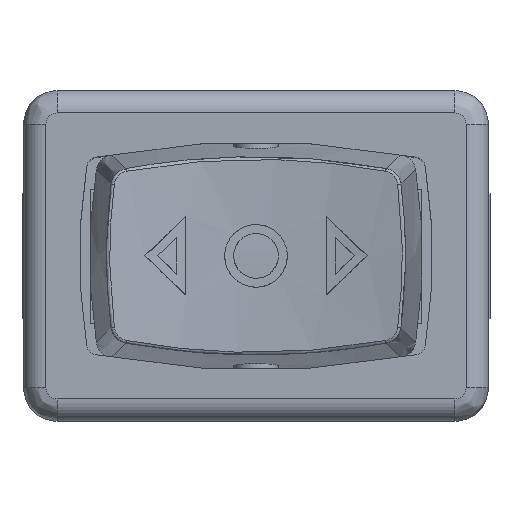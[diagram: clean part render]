
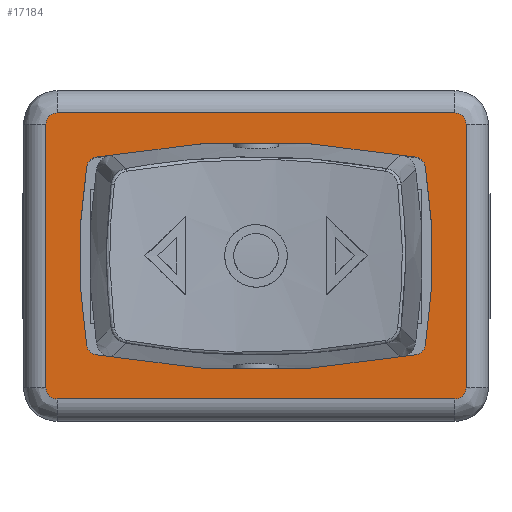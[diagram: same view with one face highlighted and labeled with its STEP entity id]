
A CAD part, top view. The second image highlights one B-rep face of the part: STEP entity #17184.
In plain terms, the highlighted planar face has unit normal (0, 0, 1).
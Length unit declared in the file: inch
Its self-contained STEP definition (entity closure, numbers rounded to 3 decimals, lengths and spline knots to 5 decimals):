
#117=FACE_BOUND('',#3027,.T.);
#509=CIRCLE('',#17899,1.50394);
#511=CIRCLE('',#17902,0.01969);
#513=CIRCLE('',#17905,0.98425);
#515=CIRCLE('',#17908,0.01969);
#517=CIRCLE('',#17911,1.50394);
#519=CIRCLE('',#17914,0.01969);
#521=CIRCLE('',#17917,0.98425);
#523=CIRCLE('',#17920,0.01969);
#527=CIRCLE('',#17926,0.01969);
#531=CIRCLE('',#17930,0.01969);
#535=CIRCLE('',#17936,0.01969);
#539=CIRCLE('',#17940,0.01969);
#1089=PLANE('',#17946);
#2013=FACE_OUTER_BOUND('',#3026,.T.);
#3026=EDGE_LOOP('',(#16173,#16174,#16175,#16176,#16177,#16178,#16179,#16180));
#3027=EDGE_LOOP('',(#16181,#16182,#16183,#16184,#16185,#16186,#16187,#16188));
#5385=LINE('',#32809,#7103);
#5387=LINE('',#32845,#7105);
#5390=LINE('',#32852,#7108);
#5392=LINE('',#32883,#7110);
#7103=VECTOR('',#21084,0.3937);
#7105=VECTOR('',#21104,0.3937);
#7108=VECTOR('',#21111,0.3937);
#7110=VECTOR('',#21127,0.3937);
#8727=VERTEX_POINT('',#32759);
#8728=VERTEX_POINT('',#32761);
#8730=VERTEX_POINT('',#32767);
#8732=VERTEX_POINT('',#32773);
#8734=VERTEX_POINT('',#32779);
#8736=VERTEX_POINT('',#32785);
#8738=VERTEX_POINT('',#32791);
#8740=VERTEX_POINT('',#32797);
#8742=VERTEX_POINT('',#32806);
#8743=VERTEX_POINT('',#32808);
#8746=VERTEX_POINT('',#32823);
#8747=VERTEX_POINT('',#32836);
#8750=VERTEX_POINT('',#32843);
#8751=VERTEX_POINT('',#32848);
#8754=VERTEX_POINT('',#32863);
#8755=VERTEX_POINT('',#32876);
#11187=EDGE_CURVE('',#8728,#8727,#509,.T.);
#11190=EDGE_CURVE('',#8730,#8728,#511,.T.);
#11193=EDGE_CURVE('',#8732,#8730,#513,.T.);
#11196=EDGE_CURVE('',#8734,#8732,#515,.T.);
#11199=EDGE_CURVE('',#8736,#8734,#517,.T.);
#11202=EDGE_CURVE('',#8738,#8736,#519,.T.);
#11205=EDGE_CURVE('',#8740,#8738,#521,.T.);
#11208=EDGE_CURVE('',#8727,#8740,#523,.T.);
#11210=EDGE_CURVE('',#8742,#8743,#5385,.T.);
#11214=EDGE_CURVE('',#8746,#8742,#527,.T.);
#11218=EDGE_CURVE('',#8743,#8747,#531,.T.);
#11220=EDGE_CURVE('',#8750,#8746,#5387,.T.);
#11224=EDGE_CURVE('',#8747,#8751,#5390,.T.);
#11226=EDGE_CURVE('',#8754,#8750,#535,.T.);
#11230=EDGE_CURVE('',#8751,#8755,#539,.T.);
#11232=EDGE_CURVE('',#8755,#8754,#5392,.T.);
#16173=ORIENTED_EDGE('',*,*,#11210,.F.);
#16174=ORIENTED_EDGE('',*,*,#11214,.F.);
#16175=ORIENTED_EDGE('',*,*,#11220,.F.);
#16176=ORIENTED_EDGE('',*,*,#11226,.F.);
#16177=ORIENTED_EDGE('',*,*,#11232,.F.);
#16178=ORIENTED_EDGE('',*,*,#11230,.F.);
#16179=ORIENTED_EDGE('',*,*,#11224,.F.);
#16180=ORIENTED_EDGE('',*,*,#11218,.F.);
#16181=ORIENTED_EDGE('',*,*,#11187,.T.);
#16182=ORIENTED_EDGE('',*,*,#11208,.T.);
#16183=ORIENTED_EDGE('',*,*,#11205,.T.);
#16184=ORIENTED_EDGE('',*,*,#11202,.T.);
#16185=ORIENTED_EDGE('',*,*,#11199,.T.);
#16186=ORIENTED_EDGE('',*,*,#11196,.T.);
#16187=ORIENTED_EDGE('',*,*,#11193,.T.);
#16188=ORIENTED_EDGE('',*,*,#11190,.T.);
#17184=ADVANCED_FACE('',(#2013,#117),#1089,.T.);
#17899=AXIS2_PLACEMENT_3D('',#32762,#21027,#21028);
#17902=AXIS2_PLACEMENT_3D('',#32768,#21034,#21035);
#17905=AXIS2_PLACEMENT_3D('',#32774,#21041,#21042);
#17908=AXIS2_PLACEMENT_3D('',#32780,#21048,#21049);
#17911=AXIS2_PLACEMENT_3D('',#32786,#21055,#21056);
#17914=AXIS2_PLACEMENT_3D('',#32792,#21062,#21063);
#17917=AXIS2_PLACEMENT_3D('',#32798,#21069,#21070);
#17920=AXIS2_PLACEMENT_3D('',#32802,#21076,#21077);
#17926=AXIS2_PLACEMENT_3D('',#32825,#21090,#21091);
#17930=AXIS2_PLACEMENT_3D('',#32840,#21098,#21099);
#17936=AXIS2_PLACEMENT_3D('',#32865,#21114,#21115);
#17940=AXIS2_PLACEMENT_3D('',#32880,#21122,#21123);
#17946=AXIS2_PLACEMENT_3D('',#32893,#21141,#21142);
#21027=DIRECTION('center_axis',(0.,0.,
-1.));
#21028=DIRECTION('ref_axis',(-0.188,-0.982,0.));
#21034=DIRECTION('center_axis',(0.,0.,
-1.));
#21035=DIRECTION('ref_axis',(0.188,-0.982,0.));
#21041=DIRECTION('center_axis',(0.,0.,
-1.));
#21042=DIRECTION('ref_axis',(0.987,-0.16,0.));
#21048=DIRECTION('center_axis',(0.,0.,
-1.));
#21049=DIRECTION('ref_axis',(0.987,0.16,0.));
#21055=DIRECTION('center_axis',(0.,0.,
-1.));
#21056=DIRECTION('ref_axis',(0.188,0.982,0.));
#21062=DIRECTION('center_axis',(0.,0.,
-1.));
#21063=DIRECTION('ref_axis',(-0.188,0.982,0.));
#21069=DIRECTION('center_axis',(0.,0.,
-1.));
#21070=DIRECTION('ref_axis',(-0.987,0.16,0.));
#21076=DIRECTION('center_axis',(0.,0.,
-1.));
#21077=DIRECTION('ref_axis',(-0.987,-0.16,0.));
#21084=DIRECTION('',(0.,1.,0.));
#21090=DIRECTION('center_axis',(0.,0.,
-1.));
#21091=DIRECTION('ref_axis',(-0.707,-0.707,0.));
#21098=DIRECTION('center_axis',(0.,0.,
-1.));
#21099=DIRECTION('ref_axis',(-0.707,0.707,0.));
#21104=DIRECTION('',(-1.,0.,0.));
#21111=DIRECTION('',(1.,0.,0.));
#21114=DIRECTION('center_axis',(0.,0.,
-1.));
#21115=DIRECTION('ref_axis',(0.707,-0.707,0.));
#21122=DIRECTION('center_axis',(0.,0.,
-1.));
#21123=DIRECTION('ref_axis',(0.707,0.707,0.));
#21127=DIRECTION('',(0.,-1.,0.));
#21141=DIRECTION('center_axis',(0.,0.,
1.));
#21142=DIRECTION('ref_axis',(1.,0.,0.));
#32759=CARTESIAN_POINT('',(0.28256,0.17401,0.62992));
#32761=CARTESIAN_POINT('',(-0.28256,0.17401,0.62992));
#32762=CARTESIAN_POINT('Origin',(0.,-1.30315,
0.62992));
#32767=CARTESIAN_POINT('',(-0.29829,0.15783,0.62992));
#32768=CARTESIAN_POINT('Origin',(-0.27886,0.15467,0.62992));
#32773=CARTESIAN_POINT('',(-0.29829,-0.15783,0.62992));
#32774=CARTESIAN_POINT('Origin',(0.67323,0.,
0.62992));
#32779=CARTESIAN_POINT('',(-0.28256,-0.17401,0.62992));
#32780=CARTESIAN_POINT('Origin',(-0.27886,-0.15467,0.62992));
#32785=CARTESIAN_POINT('',(0.28256,-0.17401,0.62992));
#32786=CARTESIAN_POINT('Origin',(0.,1.30315,
0.62992));
#32791=CARTESIAN_POINT('',(0.29829,-0.15783,0.62992));
#32792=CARTESIAN_POINT('Origin',(0.27886,-0.15467,0.62992));
#32797=CARTESIAN_POINT('',(0.29829,0.15783,0.62992));
#32798=CARTESIAN_POINT('Origin',(-0.67323,0.,
0.62992));
#32802=CARTESIAN_POINT('Origin',(0.27886,0.15467,0.62992));
#32806=CARTESIAN_POINT('',(-0.37008,-0.23228,0.62992));
#32808=CARTESIAN_POINT('',(-0.37008,0.23228,0.62992));
#32809=CARTESIAN_POINT('',(-0.37008,-0.11614,0.62992));
#32823=CARTESIAN_POINT('',(-0.35039,-0.25197,0.62992));
#32825=CARTESIAN_POINT('Origin',(-0.35039,-0.23228,
0.62992));
#32836=CARTESIAN_POINT('',(-0.35039,0.25197,0.62992));
#32840=CARTESIAN_POINT('Origin',(-0.35039,0.23228,0.62992));
#32843=CARTESIAN_POINT('',(0.35039,-0.25197,0.62992));
#32845=CARTESIAN_POINT('',(0.1752,-0.25197,0.62992));
#32848=CARTESIAN_POINT('',(0.35039,0.25197,0.62992));
#32852=CARTESIAN_POINT('',(-0.1752,0.25197,0.62992));
#32863=CARTESIAN_POINT('',(0.37008,-0.23228,0.62992));
#32865=CARTESIAN_POINT('Origin',(0.35039,-0.23228,0.62992));
#32876=CARTESIAN_POINT('',(0.37008,0.23228,0.62992));
#32880=CARTESIAN_POINT('Origin',(0.35039,0.23228,0.62992));
#32883=CARTESIAN_POINT('',(0.37008,0.11614,0.62992));
#32893=CARTESIAN_POINT('Origin',(0.,0.,
0.62992));
